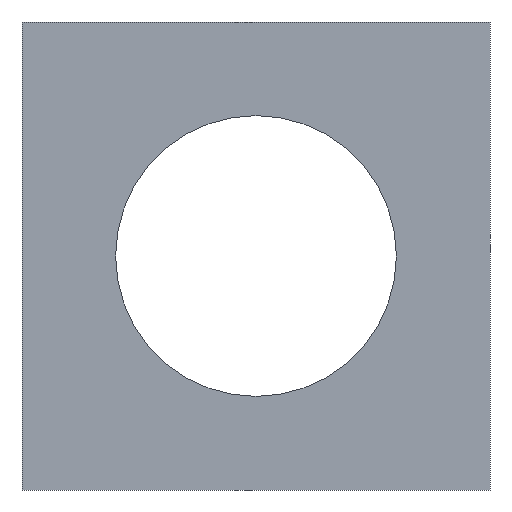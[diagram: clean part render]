
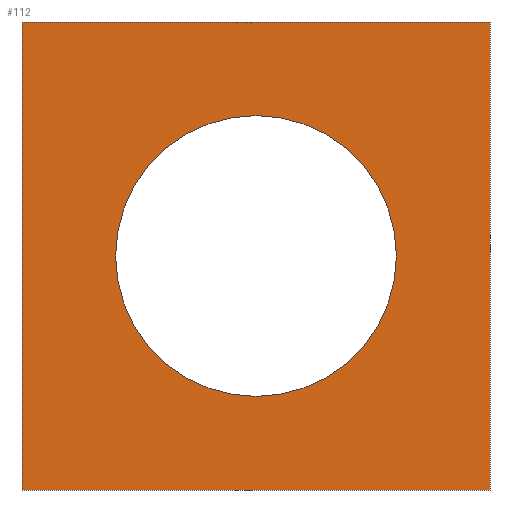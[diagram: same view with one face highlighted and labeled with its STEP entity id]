
A CAD part, front view. The second image highlights one B-rep face of the part: STEP entity #112.
In plain terms, the highlighted planar face has unit normal (0, -1, 0).
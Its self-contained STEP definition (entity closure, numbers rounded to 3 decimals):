
#9 = ORIENTED_EDGE ( 'NONE', *, *, #178, .F. ) ;
#14 = EDGE_LOOP ( 'NONE', ( #164, #9, #189, #269 ) ) ;
#15 = CARTESIAN_POINT ( 'NONE',  ( 0., 0., 0. ) ) ;
#17 = CIRCLE ( 'NONE', #175, 1.5 ) ;
#25 = LINE ( 'NONE', #173, #27 ) ;
#27 = VECTOR ( 'NONE', #66, 1000. ) ;
#32 = VERTEX_POINT ( 'NONE', #123 ) ;
#34 = VERTEX_POINT ( 'NONE', #185 ) ;
#38 = DIRECTION ( 'NONE',  ( 0., 0., 1. ) ) ;
#50 = CARTESIAN_POINT ( 'NONE',  ( 0., 0., 0. ) ) ;
#51 = EDGE_CURVE ( 'NONE', #32, #182, #191, .T. ) ;
#63 = EDGE_CURVE ( 'NONE', #34, #146, #265, .T. ) ;
#66 = DIRECTION ( 'NONE',  ( 1., 0., 0. ) ) ;
#75 = ORIENTED_EDGE ( 'NONE', *, *, #262, .T. ) ;
#83 = DIRECTION ( 'NONE',  ( 0., 0., -1. ) ) ;
#90 = EDGE_CURVE ( 'NONE', #182, #34, #163, .T. ) ;
#94 = VECTOR ( 'NONE', #83, 1000. ) ;
#95 = CIRCLE ( 'NONE', #148, 1.5 ) ;
#112 = ADVANCED_FACE ( 'NONE', ( #228, #122 ), #210, .T. ) ;
#119 = VECTOR ( 'NONE', #247, 1000. ) ;
#122 = FACE_BOUND ( 'NONE', #147, .T. ) ;
#123 = CARTESIAN_POINT ( 'NONE',  ( 2.5, 0., 2.5 ) ) ;
#128 = EDGE_CURVE ( 'NONE', #266, #264, #17, .T. ) ;
#135 = CARTESIAN_POINT ( 'NONE',  ( 0., 0., 0. ) ) ;
#145 = ORIENTED_EDGE ( 'NONE', *, *, #128, .T. ) ;
#146 = VERTEX_POINT ( 'NONE', #152 ) ;
#147 = EDGE_LOOP ( 'NONE', ( #75, #145 ) ) ;
#148 = AXIS2_PLACEMENT_3D ( 'NONE', #50, #204, #180 ) ;
#152 = CARTESIAN_POINT ( 'NONE',  ( -2.5, 0., 2.5 ) ) ;
#153 = DIRECTION ( 'NONE',  ( 0., 1., 0. ) ) ;
#163 = LINE ( 'NONE', #224, #119 ) ;
#164 = ORIENTED_EDGE ( 'NONE', *, *, #51, .F. ) ;
#173 = CARTESIAN_POINT ( 'NONE',  ( -2.5, 0., 2.5 ) ) ;
#175 = AXIS2_PLACEMENT_3D ( 'NONE', #135, #153, #215 ) ;
#178 = EDGE_CURVE ( 'NONE', #146, #32, #25, .T. ) ;
#180 = DIRECTION ( 'NONE',  ( 0., 0., 1. ) ) ;
#181 = CARTESIAN_POINT ( 'NONE',  ( 0., 0., 1.5 ) ) ;
#182 = VERTEX_POINT ( 'NONE', #256 ) ;
#185 = CARTESIAN_POINT ( 'NONE',  ( -2.5, 0., -2.5 ) ) ;
#189 = ORIENTED_EDGE ( 'NONE', *, *, #63, .F. ) ;
#191 = LINE ( 'NONE', #270, #94 ) ;
#201 = CARTESIAN_POINT ( 'NONE',  ( 0., 0., -1.5 ) ) ;
#204 = DIRECTION ( 'NONE',  ( 0., 1., 0. ) ) ;
#210 = PLANE ( 'NONE',  #218 ) ;
#215 = DIRECTION ( 'NONE',  ( 0., 0., 1. ) ) ;
#218 = AXIS2_PLACEMENT_3D ( 'NONE', #15, #249, #234 ) ;
#224 = CARTESIAN_POINT ( 'NONE',  ( -2.5, 0., -2.5 ) ) ;
#228 = FACE_OUTER_BOUND ( 'NONE', #14, .T. ) ;
#234 = DIRECTION ( 'NONE',  ( 0., 0., -1. ) ) ;
#247 = DIRECTION ( 'NONE',  ( -1., 0., 0. ) ) ;
#248 = VECTOR ( 'NONE', #38, 1000. ) ;
#249 = DIRECTION ( 'NONE',  ( 0., -1., 0. ) ) ;
#251 = CARTESIAN_POINT ( 'NONE',  ( -2.5, 0., 2.5 ) ) ;
#256 = CARTESIAN_POINT ( 'NONE',  ( 2.5, 0., -2.5 ) ) ;
#262 = EDGE_CURVE ( 'NONE', #264, #266, #95, .T. ) ;
#264 = VERTEX_POINT ( 'NONE', #201 ) ;
#265 = LINE ( 'NONE', #251, #248 ) ;
#266 = VERTEX_POINT ( 'NONE', #181 ) ;
#269 = ORIENTED_EDGE ( 'NONE', *, *, #90, .F. ) ;
#270 = CARTESIAN_POINT ( 'NONE',  ( 2.5, 0., 2.5 ) ) ;
